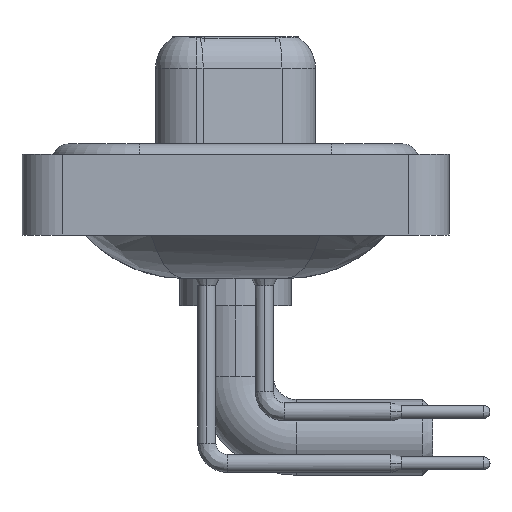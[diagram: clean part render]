
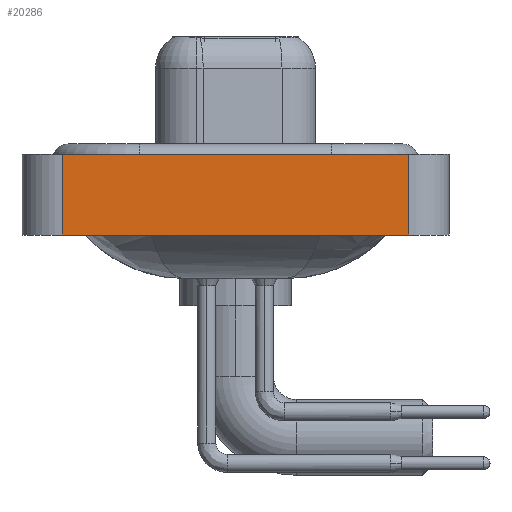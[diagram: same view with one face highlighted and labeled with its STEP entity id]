
A CAD part, left-side view. The second image highlights one B-rep face of the part: STEP entity #20286.
In plain terms, the highlighted planar face has unit normal (-1, 0, 0).
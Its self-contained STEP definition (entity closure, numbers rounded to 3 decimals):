
#485 = CARTESIAN_POINT ( 'NONE',  ( -7.35, 8.55, -3.6 ) ) ;
#590 = ORIENTED_EDGE ( 'NONE', *, *, #25451, .T. ) ;
#1042 = EDGE_CURVE ( 'NONE', #21888, #20160, #10638, .T. ) ;
#1761 = CARTESIAN_POINT ( 'NONE',  ( -7.35, -8.55, -3.6 ) ) ;
#2175 = FACE_OUTER_BOUND ( 'NONE', #17690, .T. ) ;
#4484 = EDGE_CURVE ( 'NONE', #23821, #21888, #12590, .T. ) ;
#4778 = VECTOR ( 'NONE', #10714, 1000. ) ;
#5308 = EDGE_CURVE ( 'NONE', #21976, #20160, #16549, .T. ) ;
#5769 = CARTESIAN_POINT ( 'NONE',  ( -7.35, -8.55, 0.4 ) ) ;
#6140 = DIRECTION ( 'NONE',  ( 0., -1., 0. ) ) ;
#6291 = PLANE ( 'NONE',  #24732 ) ;
#6617 = VECTOR ( 'NONE', #18783, 1000. ) ;
#8896 = CARTESIAN_POINT ( 'NONE',  ( -7.35, -8.55, 0.4 ) ) ;
#9270 = ORIENTED_EDGE ( 'NONE', *, *, #1042, .F. ) ;
#10018 = VECTOR ( 'NONE', #18544, 1000. ) ;
#10269 = DIRECTION ( 'NONE',  ( 0., 0., 1. ) ) ;
#10391 = DIRECTION ( 'NONE',  ( -1., 0., 0. ) ) ;
#10564 = ORIENTED_EDGE ( 'NONE', *, *, #4484, .F. ) ;
#10638 = LINE ( 'NONE', #8896, #6617 ) ;
#10714 = DIRECTION ( 'NONE',  ( 0., 0., 1. ) ) ;
#12353 = ORIENTED_EDGE ( 'NONE', *, *, #5308, .T. ) ;
#12590 = LINE ( 'NONE', #485, #4778 ) ;
#16264 = LINE ( 'NONE', #1761, #16962 ) ;
#16549 = LINE ( 'NONE', #22833, #10018 ) ;
#16962 = VECTOR ( 'NONE', #6140, 1000. ) ;
#17690 = EDGE_LOOP ( 'NONE', ( #12353, #9270, #10564, #590 ) ) ;
#17847 = CARTESIAN_POINT ( 'NONE',  ( -7.35, 8.55, 0.4 ) ) ;
#18110 = CARTESIAN_POINT ( 'NONE',  ( -7.35, -8.55, -3.6 ) ) ;
#18544 = DIRECTION ( 'NONE',  ( 0., 0., 1. ) ) ;
#18783 = DIRECTION ( 'NONE',  ( 0., -1., 0. ) ) ;
#20160 = VERTEX_POINT ( 'NONE', #5769 ) ;
#20169 = CARTESIAN_POINT ( 'NONE',  ( -7.35, -8.55, -3.6 ) ) ;
#20286 = ADVANCED_FACE ( 'NONE', ( #2175 ), #6291, .T. ) ;
#21888 = VERTEX_POINT ( 'NONE', #17847 ) ;
#21976 = VERTEX_POINT ( 'NONE', #18110 ) ;
#22833 = CARTESIAN_POINT ( 'NONE',  ( -7.35, -8.55, -3.6 ) ) ;
#23821 = VERTEX_POINT ( 'NONE', #26061 ) ;
#24732 = AXIS2_PLACEMENT_3D ( 'NONE', #20169, #10391, #10269 ) ;
#25451 = EDGE_CURVE ( 'NONE', #23821, #21976, #16264, .T. ) ;
#26061 = CARTESIAN_POINT ( 'NONE',  ( -7.35, 8.55, -3.6 ) ) ;
